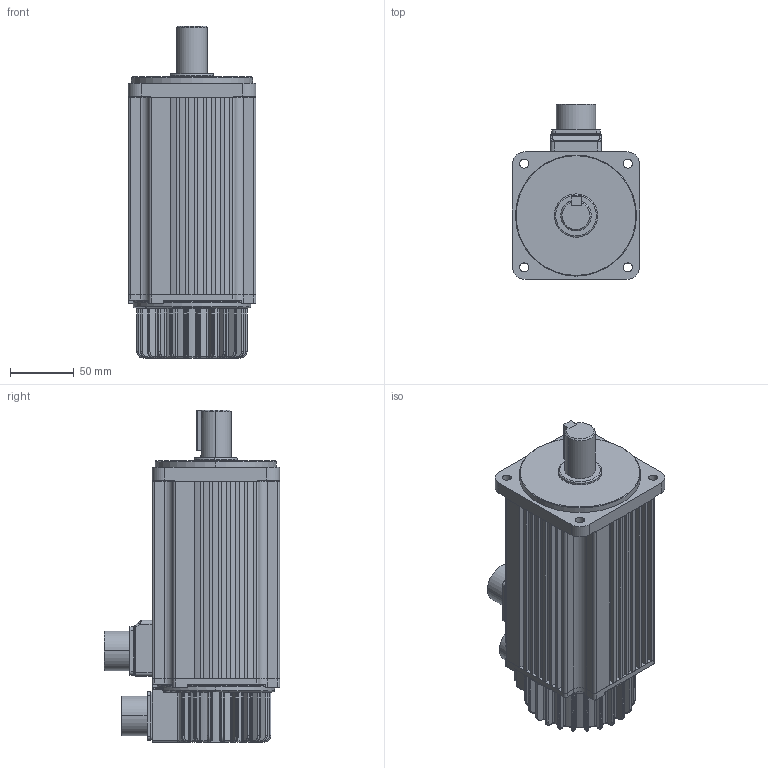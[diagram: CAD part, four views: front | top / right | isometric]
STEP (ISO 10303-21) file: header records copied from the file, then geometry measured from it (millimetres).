
FILE_DESCRIPTION (( 'STEP AP214' ), '1' );
FILE_NAME ('ISMH2-20C30CD-U231Y.STEP', '2017-06-29T05:49:33', ( 'inovance' ), ( '' ), 'SwSTEP 2.0', 'SolidWorks 2016', '' );
FILE_SCHEMA (( 'AUTOMOTIVE_DESIGN' ));
Length unit declared in the file: millimetre
Products named in the file (1): ISMH2-20C30CD-U231Y
Bounding box: 100 x 137.5 x 260.5 mm (x, y, z)
Volume: 1749225.6 mm3; surface area: 249036.2 mm2
Topology: 12 solids, 12 shells, 1028 faces, 2621 edges, 1587 vertices
Faces by surface type: cylinder 465, plane 262, torus 192, sphere 95, bspline 9, cone 5
Entity records: 42338 total; most frequent: CARTESIAN_POINT 5934, DIRECTION 5788, ORIENTED_EDGE 4928, EDGE_CURVE 2464, AXIS2_PLACEMENT_3D 2329, VERTEX_POINT 1500, CIRCLE 1309, EDGE_LOOP 1136
